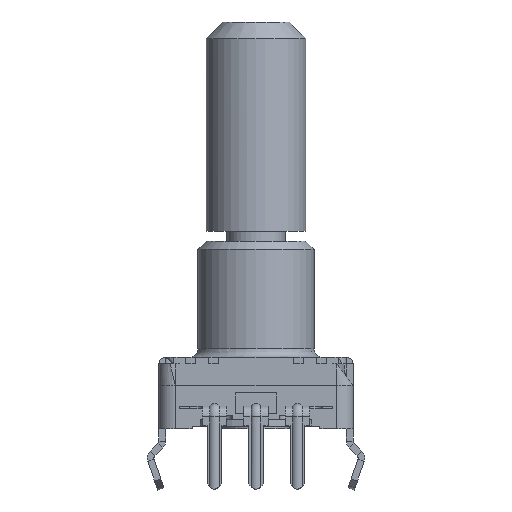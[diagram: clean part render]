
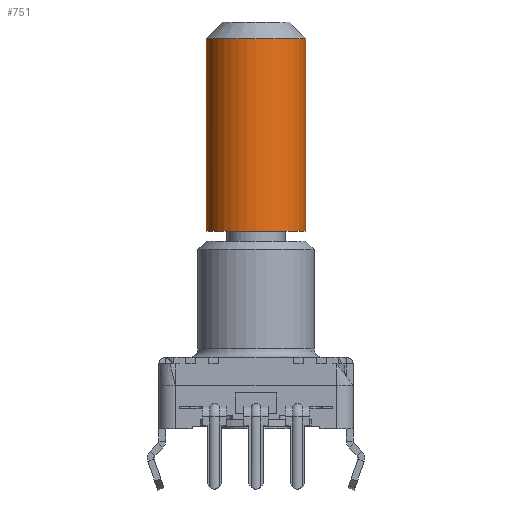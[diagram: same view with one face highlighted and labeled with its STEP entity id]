
A CAD part, left-side view. The second image highlights one B-rep face of the part: STEP entity #751.
In plain terms, the highlighted cylindrical face has radius 3 mm (diameter 6 mm), a full revolution.
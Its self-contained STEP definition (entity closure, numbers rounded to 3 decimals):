
#33 = VERTEX_POINT('',#34);
#34 = CARTESIAN_POINT('',(8.895,0.132,23.546)
  );
#40 = EDGE_CURVE('',#41,#33,#43,.T.);
#41 = VERTEX_POINT('',#42);
#42 = CARTESIAN_POINT('',(8.895,-5.143,23.546
    ));
#43 = CIRCLE('',#44,3.);
#44 = AXIS2_PLACEMENT_3D('',#45,#46,#47);
#45 = CARTESIAN_POINT('',(7.466,-2.505,23.546)
  );
#46 = DIRECTION('',(0.,0.,-1.));
#47 = DIRECTION('',(0.,1.,0.));
#751 = ADVANCED_FACE('',(#752),#803,.T.);
#752 = FACE_BOUND('',#753,.T.);
#753 = EDGE_LOOP('',(#754,#763,#771,#780,#786,#787,#795,#802));
#754 = ORIENTED_EDGE('',*,*,#755,.T.);
#755 = EDGE_CURVE('',#756,#756,#758,.T.);
#756 = VERTEX_POINT('',#757);
#757 = CARTESIAN_POINT('',(10.466,-2.505,
    11.946));
#758 = CIRCLE('',#759,3.);
#759 = AXIS2_PLACEMENT_3D('',#760,#761,#762);
#760 = CARTESIAN_POINT('',(7.466,-2.505,11.946
    ));
#761 = DIRECTION('',(0.,0.,1.));
#762 = DIRECTION('',(-1.,0.,0.));
#763 = ORIENTED_EDGE('',*,*,#764,.T.);
#764 = EDGE_CURVE('',#756,#765,#767,.T.);
#765 = VERTEX_POINT('',#766);
#766 = CARTESIAN_POINT('',(10.466,-2.505,
    14.546));
#767 = LINE('',#768,#769);
#768 = CARTESIAN_POINT('',(10.466,-2.505,
    11.94));
#769 = VECTOR('',#770,1.);
#770 = DIRECTION('',(0.,0.,1.));
#771 = ORIENTED_EDGE('',*,*,#772,.T.);
#772 = EDGE_CURVE('',#765,#773,#775,.T.);
#773 = VERTEX_POINT('',#774);
#774 = CARTESIAN_POINT('',(8.895,-5.143,
    14.546));
#775 = CIRCLE('',#776,3.);
#776 = AXIS2_PLACEMENT_3D('',#777,#778,#779);
#777 = CARTESIAN_POINT('',(7.466,-2.505,14.546
    ));
#778 = DIRECTION('',(0.,0.,-1.));
#779 = DIRECTION('',(0.,-1.,0.));
#780 = ORIENTED_EDGE('',*,*,#781,.F.);
#781 = EDGE_CURVE('',#41,#773,#782,.T.);
#782 = LINE('',#783,#784);
#783 = CARTESIAN_POINT('',(8.895,-5.143,
    11.94));
#784 = VECTOR('',#785,1.);
#785 = DIRECTION('',(0.,0.,-1.));
#786 = ORIENTED_EDGE('',*,*,#40,.T.);
#787 = ORIENTED_EDGE('',*,*,#788,.F.);
#788 = EDGE_CURVE('',#789,#33,#791,.T.);
#789 = VERTEX_POINT('',#790);
#790 = CARTESIAN_POINT('',(8.895,0.132,14.546
    ));
#791 = LINE('',#792,#793);
#792 = CARTESIAN_POINT('',(8.895,0.132,11.94
    ));
#793 = VECTOR('',#794,1.);
#794 = DIRECTION('',(0.,0.,1.));
#795 = ORIENTED_EDGE('',*,*,#796,.T.);
#796 = EDGE_CURVE('',#789,#765,#797,.T.);
#797 = CIRCLE('',#798,3.);
#798 = AXIS2_PLACEMENT_3D('',#799,#800,#801);
#799 = CARTESIAN_POINT('',(7.466,-2.505,14.546
    ));
#800 = DIRECTION('',(0.,0.,-1.));
#801 = DIRECTION('',(0.,-1.,0.));
#802 = ORIENTED_EDGE('',*,*,#764,.F.);
#803 = CYLINDRICAL_SURFACE('',#804,3.);
#804 = AXIS2_PLACEMENT_3D('',#805,#806,#807);
#805 = CARTESIAN_POINT('',(7.466,-2.505,11.94
    ));
#806 = DIRECTION('',(0.,0.,-1.));
#807 = DIRECTION('',(-1.,0.,0.));
